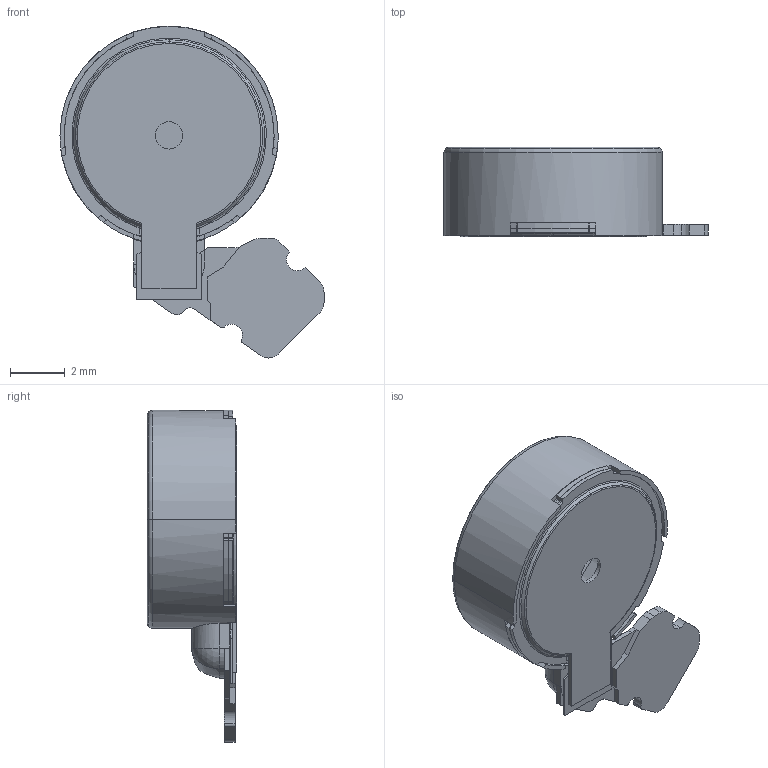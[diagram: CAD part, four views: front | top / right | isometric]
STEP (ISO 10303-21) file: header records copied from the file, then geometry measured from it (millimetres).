
FILE_DESCRIPTION (( 'STEP AP203' ), '1' );
FILE_NAME ('VG0832009L.STEP', '2020-09-29T06:20:52', ( '' ), ( '' ), 'SwSTEP 2.0', 'SolidWorks 2018', '' );
FILE_SCHEMA (( 'CONFIG_CONTROL_DESIGN' ));
Length unit declared in the file: millimetre
Products named in the file (9): JIAOKUAI_1_1.stp; WAIXINGTU-TANPAIN_3_1.stp; 00_1-1364_1.stp; WIAXINGFP78_ASM_1_ASM_2_ASM.stp; 00_1-2309_1.stp; FP154.stp; vg0832009l-1_asm.stp; VG0832009L; 00_1.stp
Assembly tree (8 placements, depth 4):
  VG0832009L
    vg0832009l-1_asm.stp
      WIAXINGFP78_ASM_1_ASM_2_ASM.stp
        00_1-1364_1.stp
        00_1-2309_1.stp
        WAIXINGTU-TANPAIN_3_1.stp
        JIAOKUAI_1_1.stp
      00_1.stp
      FP154.stp
Bounding box: 9.68 x 3.28 x 12.17 mm (x, y, z)
Volume: 39.9 mm3; surface area: 477.8 mm2
Topology: 6 solids, 6 shells, 259 faces, 713 edges, 468 vertices
Faces by surface type: plane 140, cylinder 96, torus 16, cone 4, sphere 2, bspline 1
Entity records: 9347 total; most frequent: CARTESIAN_POINT 1587, DIRECTION 1476, ORIENTED_EDGE 1422, EDGE_CURVE 711, AXIS2_PLACEMENT_3D 514, VERTEX_POINT 468, VECTOR 448, LINE 448
